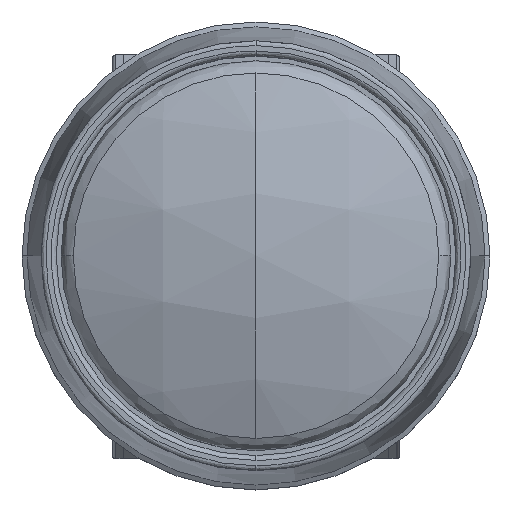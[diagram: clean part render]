
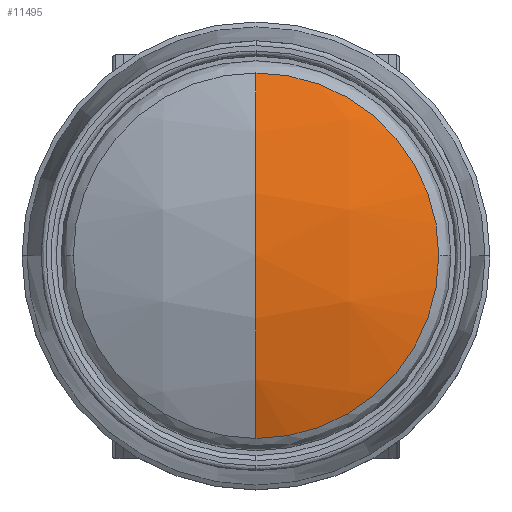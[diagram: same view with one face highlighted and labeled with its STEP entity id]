
A CAD part, top view. The second image highlights one B-rep face of the part: STEP entity #11495.
In plain terms, the highlighted spherical face has radius 50 mm.
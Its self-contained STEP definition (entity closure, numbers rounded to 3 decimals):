
#88 = CARTESIAN_POINT ( 'NONE',  ( 0., 0., -3.5 ) ) ;
#446 = CIRCLE ( 'NONE', #1028, 18.75 ) ;
#556 = EDGE_CURVE ( 'NONE', #13414, #15384, #446, .T. ) ;
#861 = CARTESIAN_POINT ( 'NONE',  ( 0., -18.75, 42.851 ) ) ;
#1028 = AXIS2_PLACEMENT_3D ( 'NONE', #11393, #9703, #8026 ) ;
#1595 = DIRECTION ( 'NONE',  ( 0., -1., 0. ) ) ;
#2159 = EDGE_CURVE ( 'NONE', #13414, #13320, #10701, .T. ) ;
#3006 = ORIENTED_EDGE ( 'NONE', *, *, #6052, .F. ) ;
#3275 = DIRECTION ( 'NONE',  ( 1., 0., 0. ) ) ;
#3332 = FACE_OUTER_BOUND ( 'NONE', #13640, .T. ) ;
#3672 = ORIENTED_EDGE ( 'NONE', *, *, #556, .F. ) ;
#3749 = AXIS2_PLACEMENT_3D ( 'NONE', #4952, #3275, #1595 ) ;
#4180 = SPHERICAL_SURFACE ( 'NONE', #3749, 50. ) ;
#4289 = ORIENTED_EDGE ( 'NONE', *, *, #2159, .T. ) ;
#4601 = CIRCLE ( 'NONE', #14895, 50. ) ;
#4636 = CARTESIAN_POINT ( 'NONE',  ( 0., 0., 46.5 ) ) ;
#4952 = CARTESIAN_POINT ( 'NONE',  ( 0., 0., -3.5 ) ) ;
#6052 = EDGE_CURVE ( 'NONE', #16405, #13320, #4601, .T. ) ;
#7117 = DIRECTION ( 'NONE',  ( 0., 1., 0. ) ) ;
#8026 = DIRECTION ( 'NONE',  ( 0., 1., 0. ) ) ;
#8109 = DIRECTION ( 'NONE',  ( 0., 0., -1. ) ) ;
#8747 = CARTESIAN_POINT ( 'NONE',  ( 18.75, 0., 42.851 ) ) ;
#8789 = DIRECTION ( 'NONE',  ( 0., 0., -1. ) ) ;
#8932 = AXIS2_PLACEMENT_3D ( 'NONE', #88, #9784, #8109 ) ;
#9578 = CIRCLE ( 'NONE', #13019, 18.75 ) ;
#9703 = DIRECTION ( 'NONE',  ( 0., 0., -1. ) ) ;
#9784 = DIRECTION ( 'NONE',  ( 1., 0., 0. ) ) ;
#10294 = DIRECTION ( 'NONE',  ( 0., 0., 1. ) ) ;
#10701 = CIRCLE ( 'NONE', #8932, 50. ) ;
#11393 = CARTESIAN_POINT ( 'NONE',  ( 0., 0., 42.851 ) ) ;
#11493 = CARTESIAN_POINT ( 'NONE',  ( 0., 18.75, 42.851 ) ) ;
#11495 = ADVANCED_FACE ( 'NONE', ( #3332 ), #4180, .T. ) ;
#12000 = DIRECTION ( 'NONE',  ( -1., 0., 0. ) ) ;
#12180 = CARTESIAN_POINT ( 'NONE',  ( 0., 0., 42.851 ) ) ;
#12192 = EDGE_CURVE ( 'NONE', #15384, #16405, #9578, .T. ) ;
#13019 = AXIS2_PLACEMENT_3D ( 'NONE', #12180, #8789, #7117 ) ;
#13320 = VERTEX_POINT ( 'NONE', #4636 ) ;
#13414 = VERTEX_POINT ( 'NONE', #11493 ) ;
#13640 = EDGE_LOOP ( 'NONE', ( #3672, #4289, #3006, #14856 ) ) ;
#13664 = CARTESIAN_POINT ( 'NONE',  ( 0., 0., -3.5 ) ) ;
#14856 = ORIENTED_EDGE ( 'NONE', *, *, #12192, .F. ) ;
#14895 = AXIS2_PLACEMENT_3D ( 'NONE', #13664, #12000, #10294 ) ;
#15384 = VERTEX_POINT ( 'NONE', #8747 ) ;
#16405 = VERTEX_POINT ( 'NONE', #861 ) ;
